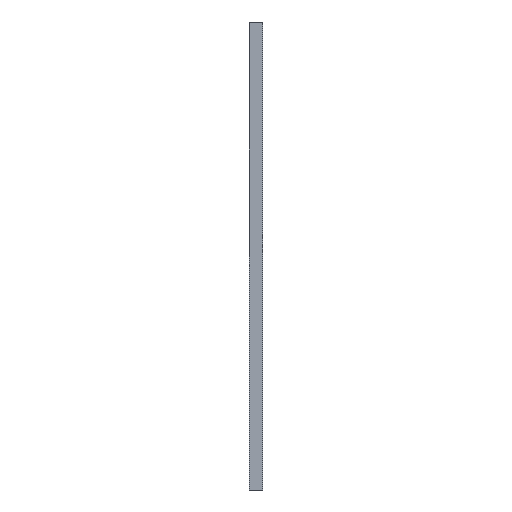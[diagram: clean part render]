
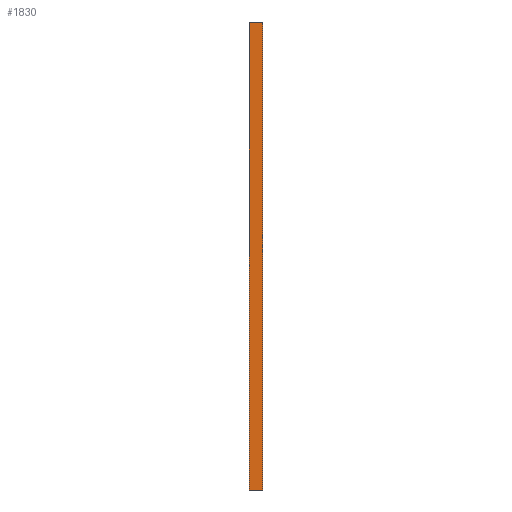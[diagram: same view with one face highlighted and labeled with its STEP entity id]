
A CAD part, left-side view. The second image highlights one B-rep face of the part: STEP entity #1830.
In plain terms, the highlighted planar face has unit normal (-1, 0, 0).
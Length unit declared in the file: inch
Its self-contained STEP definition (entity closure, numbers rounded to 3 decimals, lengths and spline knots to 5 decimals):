
#22 = CARTESIAN_POINT ( 'NONE',  ( 0., 0., 0. ) ) ;
#58 = DIRECTION ( 'NONE',  ( 0., 0., 1. ) ) ;
#60 = VECTOR ( 'NONE', #839, 39.37008 ) ;
#123 = CARTESIAN_POINT ( 'NONE',  ( 0., -0.25, 9. ) ) ;
#167 = LINE ( 'NONE', #22, #60 ) ;
#341 = FACE_OUTER_BOUND ( 'NONE', #1743, .T. ) ;
#364 = CARTESIAN_POINT ( 'NONE',  ( 0., -0.25, 0. ) ) ;
#400 = EDGE_CURVE ( 'NONE', #857, #789, #1454, .T. ) ;
#448 = DIRECTION ( 'NONE',  ( 0., 1., 0. ) ) ;
#503 = CARTESIAN_POINT ( 'NONE',  ( 0., -0.25, 0. ) ) ;
#528 = CARTESIAN_POINT ( 'NONE',  ( 0., 0., 0. ) ) ;
#555 = EDGE_CURVE ( 'NONE', #779, #789, #167, .T. ) ;
#673 = PLANE ( 'NONE',  #883 ) ;
#757 = ORIENTED_EDGE ( 'NONE', *, *, #943, .F. ) ;
#774 = ORIENTED_EDGE ( 'NONE', *, *, #982, .T. ) ;
#779 = VERTEX_POINT ( 'NONE', #528 ) ;
#789 = VERTEX_POINT ( 'NONE', #828 ) ;
#828 = CARTESIAN_POINT ( 'NONE',  ( 0., 0., 9. ) ) ;
#839 = DIRECTION ( 'NONE',  ( 0., 0., 1. ) ) ;
#857 = VERTEX_POINT ( 'NONE', #1251 ) ;
#883 = AXIS2_PLACEMENT_3D ( 'NONE', #364, #1010, #2003 ) ;
#943 = EDGE_CURVE ( 'NONE', #1995, #779, #1466, .T. ) ;
#982 = EDGE_CURVE ( 'NONE', #1995, #857, #1672, .T. ) ;
#993 = CARTESIAN_POINT ( 'NONE',  ( 0., -0.25, 0. ) ) ;
#1010 = DIRECTION ( 'NONE',  ( -1., 0., 0. ) ) ;
#1096 = ORIENTED_EDGE ( 'NONE', *, *, #400, .T. ) ;
#1251 = CARTESIAN_POINT ( 'NONE',  ( 0., -0.25, 9. ) ) ;
#1275 = VECTOR ( 'NONE', #448, 39.37008 ) ;
#1412 = VECTOR ( 'NONE', #1626, 39.37008 ) ;
#1454 = LINE ( 'NONE', #123, #1412 ) ;
#1466 = LINE ( 'NONE', #1920, #1275 ) ;
#1626 = DIRECTION ( 'NONE',  ( 0., 1., 0. ) ) ;
#1672 = LINE ( 'NONE', #993, #1972 ) ;
#1743 = EDGE_LOOP ( 'NONE', ( #1865, #757, #774, #1096 ) ) ;
#1830 = ADVANCED_FACE ( 'NONE', ( #341 ), #673, .T. ) ;
#1865 = ORIENTED_EDGE ( 'NONE', *, *, #555, .F. ) ;
#1920 = CARTESIAN_POINT ( 'NONE',  ( 0., -0.25, 0. ) ) ;
#1972 = VECTOR ( 'NONE', #58, 39.37008 ) ;
#1995 = VERTEX_POINT ( 'NONE', #503 ) ;
#2003 = DIRECTION ( 'NONE',  ( 0., 0., 1. ) ) ;
